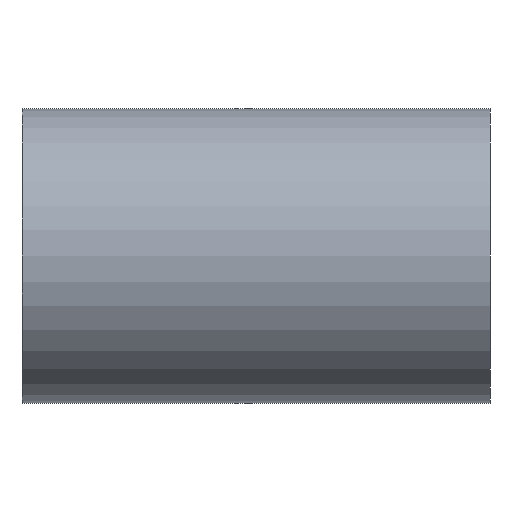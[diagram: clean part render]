
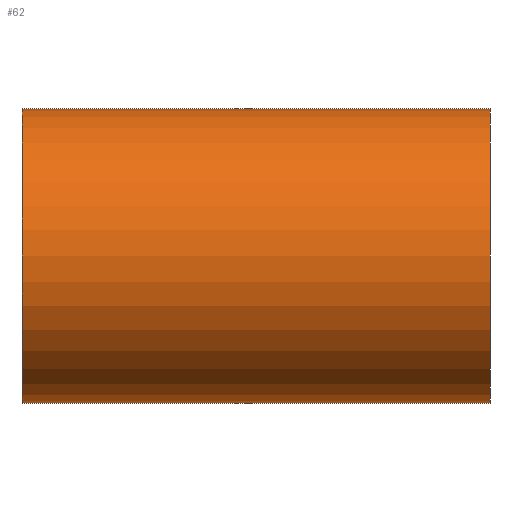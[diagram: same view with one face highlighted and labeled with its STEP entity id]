
A CAD part, front view. The second image highlights one B-rep face of the part: STEP entity #62.
In plain terms, the highlighted cylindrical face has radius 6.35 mm (diameter 12.7 mm), a full revolution.
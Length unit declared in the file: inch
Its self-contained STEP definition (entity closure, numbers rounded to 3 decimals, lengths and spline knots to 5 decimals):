
#20=FACE_OUTER_BOUND('',#24,.T.);
#24=EDGE_LOOP('',(#51,#52,#53,#54));
#30=LINE('',#118,#32);
#32=VECTOR('',#100,0.25);
#35=CIRCLE('',#83,0.25);
#36=CIRCLE('',#84,0.25);
#39=VERTEX_POINT('',#115);
#40=VERTEX_POINT('',#117);
#44=EDGE_CURVE('',#39,#39,#35,.F.);
#45=EDGE_CURVE('',#39,#40,#30,.T.);
#46=EDGE_CURVE('',#40,#40,#36,.T.);
#51=ORIENTED_EDGE('',*,*,#44,.F.);
#52=ORIENTED_EDGE('',*,*,#45,.T.);
#53=ORIENTED_EDGE('',*,*,#46,.F.);
#54=ORIENTED_EDGE('',*,*,#45,.F.);
#60=CYLINDRICAL_SURFACE('',#82,0.25);
#62=ADVANCED_FACE('',(#20),#60,.T.);
#82=AXIS2_PLACEMENT_3D('',#114,#96,#97);
#83=AXIS2_PLACEMENT_3D('',#116,#98,#99);
#84=AXIS2_PLACEMENT_3D('',#119,#101,#102);
#96=DIRECTION('center_axis',(-1.,0.,0.));
#97=DIRECTION('ref_axis',(0.,1.,0.));
#98=DIRECTION('center_axis',(1.,0.,0.));
#99=DIRECTION('ref_axis',(0.,1.,0.));
#100=DIRECTION('',(1.,0.,0.));
#101=DIRECTION('center_axis',(1.,0.,0.));
#102=DIRECTION('ref_axis',(0.,1.,0.));
#114=CARTESIAN_POINT('Origin',(0.39675,0.96861,21.559));
#115=CARTESIAN_POINT('',(-0.39675,0.71861,21.559));
#116=CARTESIAN_POINT('Origin',(-0.39675,0.96861,21.559));
#117=CARTESIAN_POINT('',(0.39675,0.71861,21.559));
#118=CARTESIAN_POINT('',(0.39675,0.71861,21.559));
#119=CARTESIAN_POINT('Origin',(0.39675,0.96861,21.559));
